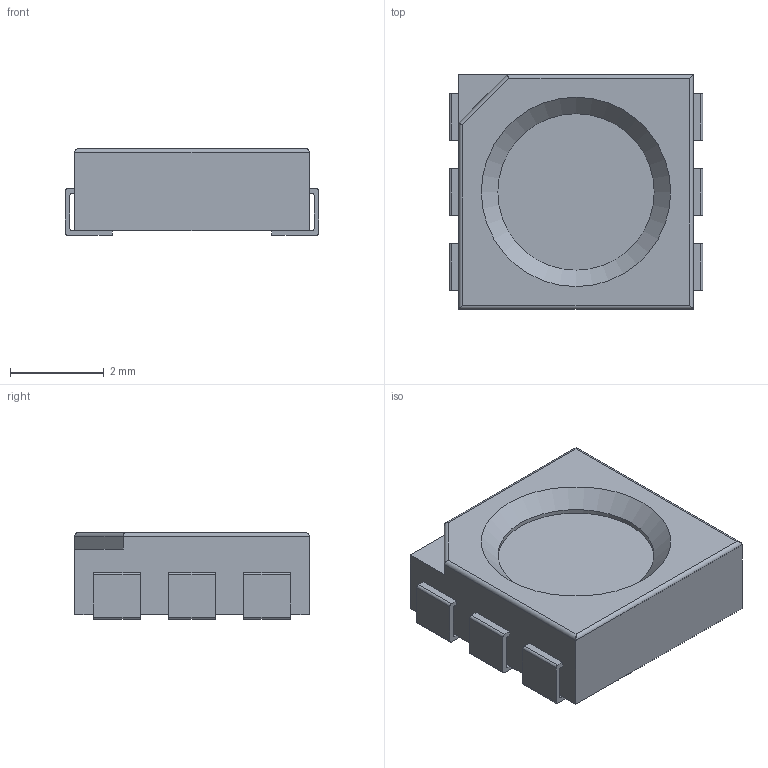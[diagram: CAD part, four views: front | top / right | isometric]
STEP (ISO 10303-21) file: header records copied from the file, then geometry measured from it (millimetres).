
FILE_DESCRIPTION(/* description */ ('model of LED_WS2812_PLCC6_5.0x5.0mm_P1.6mm'),/* implementation_level */ '2;1');
FILE_NAME(/* name */ 'LED_WS2812_PLCC6_5.0x5.0mm_P1.6mm.step',/* time_stamp */ '2019-06-30T11:27:49',/* author */ ('kicad StepUp','ksu'),/* organization */ ('FreeCAD'),/* preprocessor_version */ 'OCC',/* originating_system */ 'kicad StepUp',/* authorisation */ '');
FILE_SCHEMA(('AUTOMOTIVE_DESIGN { 1 0 10303 214 1 1 1 1 }'));
Length unit declared in the file: millimetre
Products named in the file (1): LED_WS2812_PLCC6_50x50mm_P16mm
Bounding box: 5.4 x 5 x 1.85 mm (x, y, z)
Volume: 40.2 mm3; surface area: 102.9 mm2
Topology: 1 solids, 1 shells, 94 faces, 285 edges, 188 vertices
Faces by surface type: plane 63, cylinder 30, cone 1
Full cylindrical faces by diameter (mm): 3.333 x1
Entity records: 2318 total; most frequent: ORIENTED_EDGE 444, CARTESIAN_POINT 433, EDGE_CURVE 285, LINE 205, VERTEX_POINT 188, AXIS2_PLACEMENT_3D 148, FACE_BOUND 101, EDGE_LOOP 101
